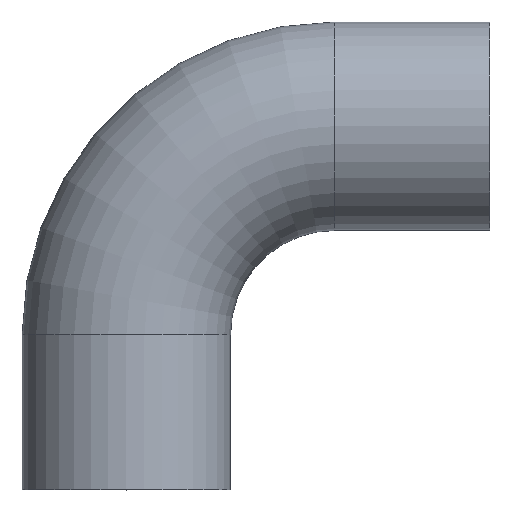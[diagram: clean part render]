
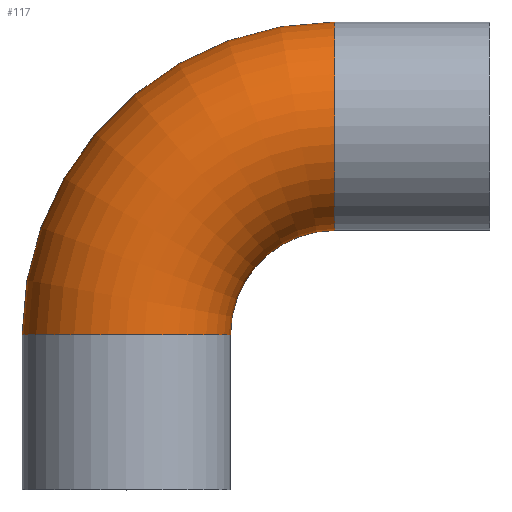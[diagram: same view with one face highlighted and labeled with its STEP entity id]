
A CAD part, top view. The second image highlights one B-rep face of the part: STEP entity #117.
In plain terms, the highlighted toroidal (fillet/blend) face has major radius 125 mm and minor radius 62.5 mm.
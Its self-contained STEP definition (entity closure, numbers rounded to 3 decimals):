
#83 = VERTEX_POINT( '', #217 );
#87 = EDGE_CURVE( '', #125, #137, #221, .T. );
#117 = ADVANCED_FACE( '', ( #257 ), #258, .T. );
#121 = EDGE_CURVE( '', #139, #125, #263, .T. );
#125 = VERTEX_POINT( '', #267 );
#127 = EDGE_CURVE( '', #139, #83, #269, .T. );
#133 = EDGE_CURVE( '', #137, #83, #277, .T. );
#137 = VERTEX_POINT( '', #282 );
#139 = VERTEX_POINT( '', #284 );
#217 = CARTESIAN_POINT( '', ( 125., 155.5, 0. ) );
#221 = CIRCLE( '', #364, 62.5 );
#257 = FACE_OUTER_BOUND( '', #409, .T. );
#258 = TOROIDAL_SURFACE( '', #410, 125., 62.5 );
#263 = CIRCLE( '', #416, 187.5 );
#267 = CARTESIAN_POINT( '', ( -62.5, 93., 0. ) );
#269 = CIRCLE( '', #424, 62.5 );
#277 = CIRCLE( '', #433, 62.5 );
#282 = CARTESIAN_POINT( '', ( 62.5, 93., 0. ) );
#284 = CARTESIAN_POINT( '', ( 125., 280.5, 0. ) );
#364 = AXIS2_PLACEMENT_3D( '', #527, #528, #529 );
#409 = EDGE_LOOP( '', ( #588, #589, #590, #591 ) );
#410 = AXIS2_PLACEMENT_3D( '', #592, #593, #594 );
#416 = AXIS2_PLACEMENT_3D( '', #603, #604, #605 );
#424 = AXIS2_PLACEMENT_3D( '', #609, #610, #611 );
#433 = AXIS2_PLACEMENT_3D( '', #620, #621, #622 );
#527 = CARTESIAN_POINT( '', ( 0., 93., 0. ) );
#528 = DIRECTION( '', ( 0., 1., 0. ) );
#529 = DIRECTION( '', ( 1., 0., 0. ) );
#588 = ORIENTED_EDGE( '', *, *, #121, .T. );
#589 = ORIENTED_EDGE( '', *, *, #87, .T. );
#590 = ORIENTED_EDGE( '', *, *, #133, .T. );
#591 = ORIENTED_EDGE( '', *, *, #127, .F. );
#592 = CARTESIAN_POINT( '', ( 125., 93., 0. ) );
#593 = DIRECTION( '', ( 0., 0., 1. ) );
#594 = DIRECTION( '', ( 1., 0., 0. ) );
#603 = CARTESIAN_POINT( '', ( 125., 93., 0. ) );
#604 = DIRECTION( '', ( 0., 0., 1. ) );
#605 = DIRECTION( '', ( 1., 0., 0. ) );
#609 = CARTESIAN_POINT( '', ( 125., 218., 0. ) );
#610 = DIRECTION( '', ( 1., 0., 0. ) );
#611 = DIRECTION( '', ( 0., -1., 0. ) );
#620 = CARTESIAN_POINT( '', ( 125., 93., 0. ) );
#621 = DIRECTION( '', ( 0., 0., -1. ) );
#622 = DIRECTION( '', ( 1., 0., 0. ) );
